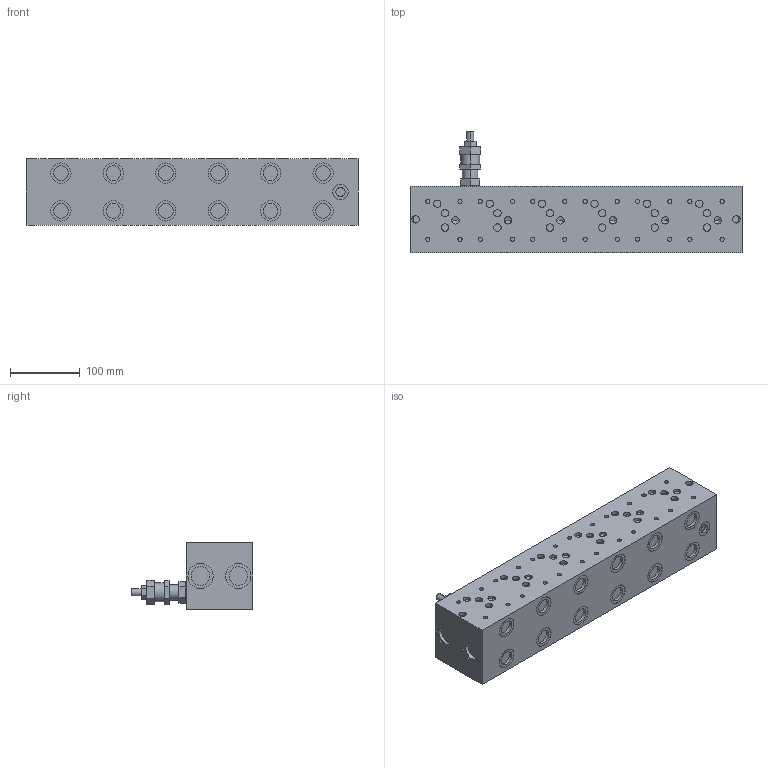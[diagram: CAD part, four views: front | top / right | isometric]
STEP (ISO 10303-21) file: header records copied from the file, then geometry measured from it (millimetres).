
FILE_DESCRIPTION( ( 'STEP AP214' ), '1' );
FILE_NAME( 'tmp0.step', '2010-03-06T11:01:02', ( ' ' ), ( ' ' ), 'XStep 1.0', ' ', ' ' );
FILE_SCHEMA( ( 'automotive_design' ) );
Length unit declared in the file: millimetre
Products named in the file (2): 1; 2
Bounding box: 475 x 173.5 x 95 mm (x, y, z)
Volume: 4271575.5 mm3; surface area: 220832.7 mm2
Topology: 2 solids, 2 shells, 321 faces, 684 edges, 446 vertices
Faces by surface type: cylinder 184, plane 125, cone 12
Entity records: 16948 total; most frequent: DIRECTION 1694, STYLED_ITEM 1441, PRESENTATION_STYLE_ASSIGNMENT 1441, CARTESIAN_POINT 1441, COLOUR_RGB 1441, ORIENTED_EDGE 1344, AXIS2_PLACEMENT_3D 699, EDGE_CURVE 672
